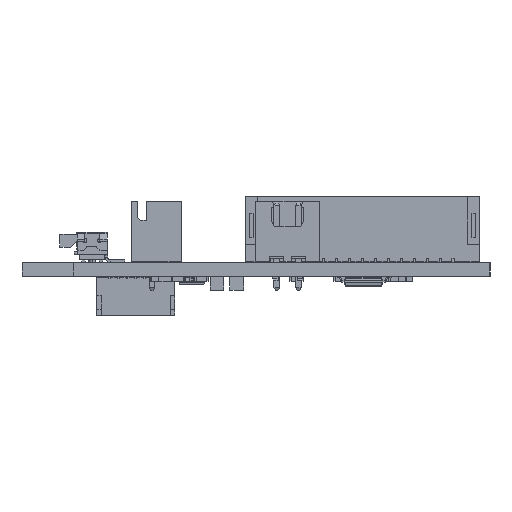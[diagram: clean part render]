
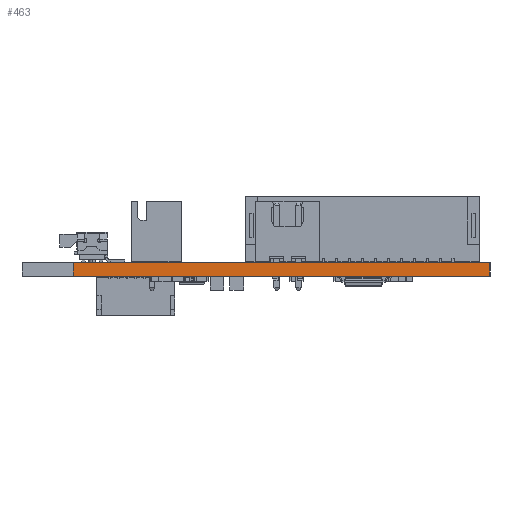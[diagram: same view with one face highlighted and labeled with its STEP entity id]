
A CAD part, left-side view. The second image highlights one B-rep face of the part: STEP entity #463.
In plain terms, the highlighted planar face has unit normal (-1, 0, 0).
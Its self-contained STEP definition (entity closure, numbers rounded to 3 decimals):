
#241 = EDGE_CURVE('',#242,#244,#246,.T.);
#242 = VERTEX_POINT('',#243);
#243 = CARTESIAN_POINT('',(-33.147,-49.174,0.));
#244 = VERTEX_POINT('',#245);
#245 = CARTESIAN_POINT('',(-33.147,-49.174,1.6));
#246 = LINE('',#247,#248);
#247 = CARTESIAN_POINT('',(-33.147,-49.174,0.));
#248 = VECTOR('',#249,1.);
#249 = DIRECTION('',(0.,0.,1.));
#438 = VERTEX_POINT('',#439);
#439 = CARTESIAN_POINT('',(-33.147,-1.,1.6));
#445 = EDGE_CURVE('',#446,#438,#448,.T.);
#446 = VERTEX_POINT('',#447);
#447 = CARTESIAN_POINT('',(-33.147,-1.,0.));
#448 = LINE('',#449,#450);
#449 = CARTESIAN_POINT('',(-33.147,-1.,0.));
#450 = VECTOR('',#451,1.);
#451 = DIRECTION('',(0.,0.,1.));
#463 = ADVANCED_FACE('',(#464),#480,.F.);
#464 = FACE_BOUND('',#465,.F.);
#465 = EDGE_LOOP('',(#466,#467,#473,#474));
#466 = ORIENTED_EDGE('',*,*,#445,.T.);
#467 = ORIENTED_EDGE('',*,*,#468,.T.);
#468 = EDGE_CURVE('',#438,#244,#469,.T.);
#469 = LINE('',#470,#471);
#470 = CARTESIAN_POINT('',(-33.147,-1.,1.6));
#471 = VECTOR('',#472,1.);
#472 = DIRECTION('',(0.,-1.,0.));
#473 = ORIENTED_EDGE('',*,*,#241,.F.);
#474 = ORIENTED_EDGE('',*,*,#475,.F.);
#475 = EDGE_CURVE('',#446,#242,#476,.T.);
#476 = LINE('',#477,#478);
#477 = CARTESIAN_POINT('',(-33.147,-1.,0.));
#478 = VECTOR('',#479,1.);
#479 = DIRECTION('',(0.,-1.,0.));
#480 = PLANE('',#481);
#481 = AXIS2_PLACEMENT_3D('',#482,#483,#484);
#482 = CARTESIAN_POINT('',(-33.147,-1.,0.));
#483 = DIRECTION('',(1.,0.,-0.));
#484 = DIRECTION('',(0.,-1.,0.));
